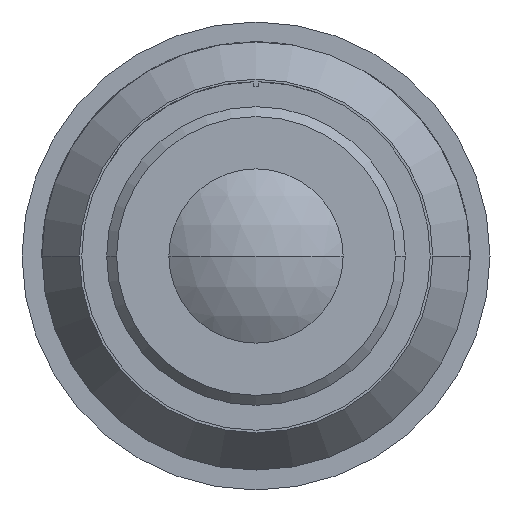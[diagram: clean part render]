
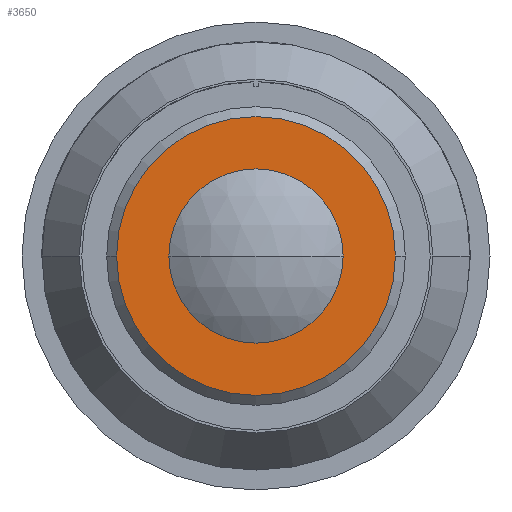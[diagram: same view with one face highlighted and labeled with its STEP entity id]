
A CAD part, front view. The second image highlights one B-rep face of the part: STEP entity #3650.
In plain terms, the highlighted planar face has unit normal (0, -1, 0).
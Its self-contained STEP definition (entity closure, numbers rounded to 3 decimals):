
#80 = CIRCLE ( 'NONE', #5371, 2.8 ) ;
#313 = DIRECTION ( 'NONE',  ( 0., -1., 0. ) ) ;
#343 = CARTESIAN_POINT ( 'NONE',  ( 1.332, -8.724, 21. ) ) ;
#595 = CARTESIAN_POINT ( 'NONE',  ( -0.418, -8.724, 21. ) ) ;
#734 = CIRCLE ( 'NONE', #7308, 2.8 ) ;
#1198 = EDGE_LOOP ( 'NONE', ( #1737, #11500 ) ) ;
#1383 = DIRECTION ( 'NONE',  ( 1., 0., 0. ) ) ;
#1655 = PLANE ( 'NONE',  #13059 ) ;
#1706 = DIRECTION ( 'NONE',  ( 0., -1., 0. ) ) ;
#1737 = ORIENTED_EDGE ( 'NONE', *, *, #6989, .F. ) ;
#2653 = ORIENTED_EDGE ( 'NONE', *, *, #13064, .T. ) ;
#3492 = CARTESIAN_POINT ( 'NONE',  ( 3.082, -8.724, 21. ) ) ;
#3570 = VERTEX_POINT ( 'NONE', #4386 ) ;
#3650 = ADVANCED_FACE ( 'NONE', ( #9251, #12033 ), #1655, .T. ) ;
#3729 = DIRECTION ( 'NONE',  ( 0., -1., 0. ) ) ;
#3827 = DIRECTION ( 'NONE',  ( 0., -1., 0. ) ) ;
#4386 = CARTESIAN_POINT ( 'NONE',  ( 4.132, -8.724, 21. ) ) ;
#4453 = VERTEX_POINT ( 'NONE', #3492 ) ;
#4802 = CIRCLE ( 'NONE', #11171, 1.75 ) ;
#4952 = EDGE_CURVE ( 'NONE', #12457, #4453, #11034, .T. ) ;
#5254 = AXIS2_PLACEMENT_3D ( 'NONE', #6555, #313, #7618 ) ;
#5371 = AXIS2_PLACEMENT_3D ( 'NONE', #343, #7645, #1383 ) ;
#6555 = CARTESIAN_POINT ( 'NONE',  ( 1.332, -8.724, 21. ) ) ;
#6772 = ORIENTED_EDGE ( 'NONE', *, *, #12488, .T. ) ;
#6989 = EDGE_CURVE ( 'NONE', #4453, #12457, #4802, .T. ) ;
#7308 = AXIS2_PLACEMENT_3D ( 'NONE', #10081, #3827, #11134 ) ;
#7618 = DIRECTION ( 'NONE',  ( 1., 0., 0. ) ) ;
#7645 = DIRECTION ( 'NONE',  ( 0., -1., 0. ) ) ;
#7700 = VERTEX_POINT ( 'NONE', #10192 ) ;
#7961 = CARTESIAN_POINT ( 'NONE',  ( -1.668, -8.724, 21. ) ) ;
#9009 = DIRECTION ( 'NONE',  ( 1., 0., 0. ) ) ;
#9251 = FACE_OUTER_BOUND ( 'NONE', #13216, .T. ) ;
#9983 = CARTESIAN_POINT ( 'NONE',  ( 1.332, -8.724, 21. ) ) ;
#10081 = CARTESIAN_POINT ( 'NONE',  ( 1.332, -8.724, 21. ) ) ;
#10192 = CARTESIAN_POINT ( 'NONE',  ( -1.468, -8.724, 21. ) ) ;
#11034 = CIRCLE ( 'NONE', #5254, 1.75 ) ;
#11042 = DIRECTION ( 'NONE',  ( 1., 0., 0. ) ) ;
#11134 = DIRECTION ( 'NONE',  ( 1., 0., 0. ) ) ;
#11171 = AXIS2_PLACEMENT_3D ( 'NONE', #9983, #3729, #11042 ) ;
#11500 = ORIENTED_EDGE ( 'NONE', *, *, #4952, .F. ) ;
#12033 = FACE_BOUND ( 'NONE', #1198, .T. ) ;
#12457 = VERTEX_POINT ( 'NONE', #595 ) ;
#12488 = EDGE_CURVE ( 'NONE', #7700, #3570, #734, .T. ) ;
#13059 = AXIS2_PLACEMENT_3D ( 'NONE', #7961, #1706, #9009 ) ;
#13064 = EDGE_CURVE ( 'NONE', #3570, #7700, #80, .T. ) ;
#13216 = EDGE_LOOP ( 'NONE', ( #6772, #2653 ) ) ;
